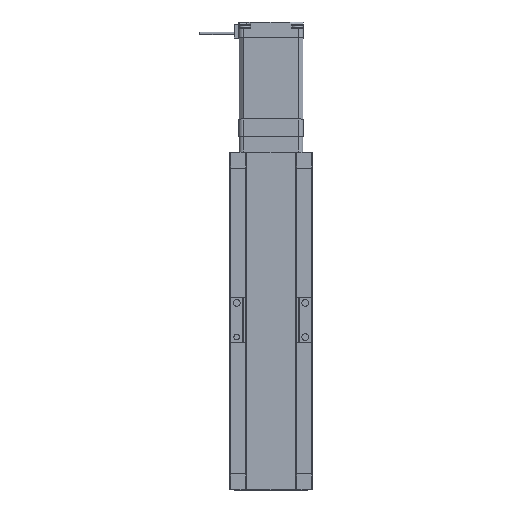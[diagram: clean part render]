
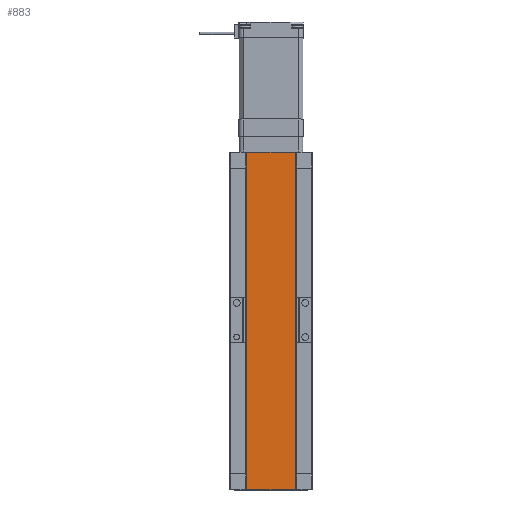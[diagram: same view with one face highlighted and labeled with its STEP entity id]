
A CAD part, top view. The second image highlights one B-rep face of the part: STEP entity #883.
In plain terms, the highlighted planar face has unit normal (0, 0, 1).
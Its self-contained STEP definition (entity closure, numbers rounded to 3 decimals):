
#883 = ADVANCED_FACE( '', ( #1873 ), #1874, .T. );
#1873 = FACE_OUTER_BOUND( '', #2988, .T. );
#1874 = PLANE( '', #2989 );
#2988 = EDGE_LOOP( '', ( #5005, #5006, #5007, #5008 ) );
#2989 = AXIS2_PLACEMENT_3D( '', #5009, #5010, #5011 );
#5005 = ORIENTED_EDGE( '', *, *, #6097, .F. );
#5006 = ORIENTED_EDGE( '', *, *, #6861, .T. );
#5007 = ORIENTED_EDGE( '', *, *, #6846, .T. );
#5008 = ORIENTED_EDGE( '', *, *, #6862, .T. );
#5009 = CARTESIAN_POINT( '', ( -10.7, -289., 18.5 ) );
#5010 = DIRECTION( '', ( 0., 0., 1. ) );
#5011 = DIRECTION( '', ( 1., 0., 0. ) );
#6097 = EDGE_CURVE( '', #7110, #7112, #7113, .T. );
#6846 = EDGE_CURVE( '', #8290, #8291, #8292, .T. );
#6861 = EDGE_CURVE( '', #7110, #8290, #8312, .T. );
#6862 = EDGE_CURVE( '', #8291, #7112, #8313, .T. );
#7110 = VERTEX_POINT( '', #8595 );
#7112 = VERTEX_POINT( '', #8598 );
#7113 = LINE( '', #8599, #8600 );
#8290 = VERTEX_POINT( '', #10176 );
#8291 = VERTEX_POINT( '', #10177 );
#8292 = LINE( '', #10178, #10179 );
#8312 = LINE( '', #10204, #10205 );
#8313 = LINE( '', #10206, #10207 );
#8595 = CARTESIAN_POINT( '', ( -10.7, -141., 18.5 ) );
#8598 = CARTESIAN_POINT( '', ( -10.7, 7., 18.5 ) );
#8599 = CARTESIAN_POINT( '', ( -10.7, -289., 18.5 ) );
#8600 = VECTOR( '', #10571, 1000. );
#10176 = CARTESIAN_POINT( '', ( 10.7, -141., 18.5 ) );
#10177 = CARTESIAN_POINT( '', ( 10.7, 7., 18.5 ) );
#10178 = CARTESIAN_POINT( '', ( 10.7, -289., 18.5 ) );
#10179 = VECTOR( '', #11550, 1000. );
#10204 = CARTESIAN_POINT( '', ( -10.7, -141., 18.5 ) );
#10205 = VECTOR( '', #11568, 1000. );
#10206 = CARTESIAN_POINT( '', ( -10.7, 7., 18.5 ) );
#10207 = VECTOR( '', #11569, 1000. );
#10571 = DIRECTION( '', ( 0., 1., 0. ) );
#11550 = DIRECTION( '', ( 0., 1., 0. ) );
#11568 = DIRECTION( '', ( 1., 0., 0. ) );
#11569 = DIRECTION( '', ( -1., 0., 0. ) );
